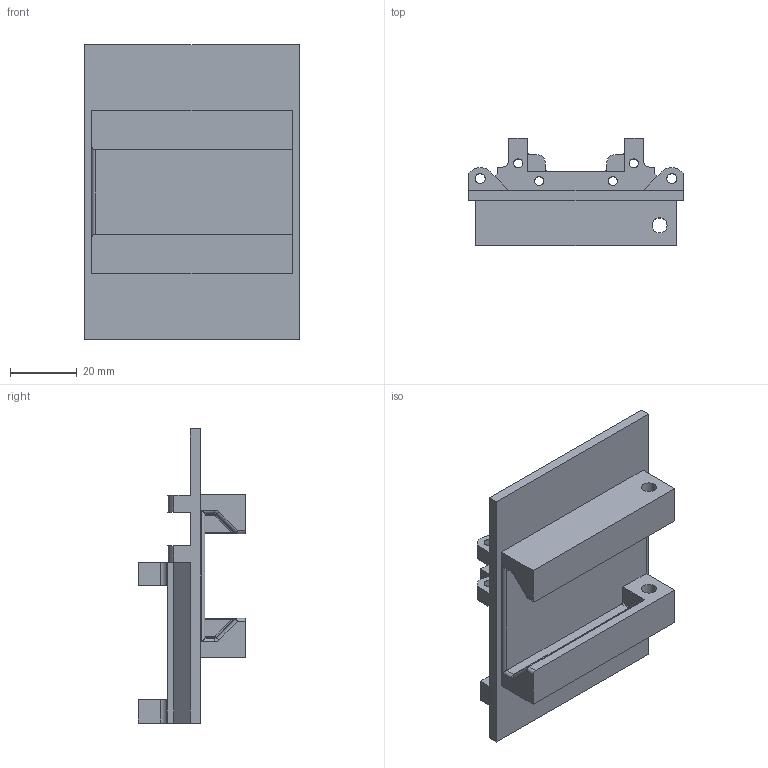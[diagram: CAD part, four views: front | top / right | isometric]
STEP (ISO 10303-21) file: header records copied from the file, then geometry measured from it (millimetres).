
FILE_DESCRIPTION(/* description */ (''),/* implementation_level */ '2;1');
FILE_NAME(/* name */ 'Motor_Base.stp',/* time_stamp */ '2020-05-08T18:54:59+12:00',/* author */ ('Ajay Yadiki'),/* organization */ (''),/* preprocessor_version */ 'ST-DEVELOPER v18',/* originating_system */ 'Autodesk Inventor 2020',/* authorisation */ '');
FILE_SCHEMA (('AUTOMOTIVE_DESIGN { 1 0 10303 214 3 1 1 }'));
Length unit declared in the file: millimetre
Products named in the file (1): Motor_Base
Bounding box: 64.32 x 32.1 x 88 mm (x, y, z)
Volume: 44187.3 mm3; surface area: 26756.2 mm2
Topology: 2 solids, 2 shells, 133 faces, 379 edges, 246 vertices
Faces by surface type: plane 78, cylinder 47, bspline 4, sphere 2, torus 2
Full cylindrical faces by diameter (mm): 2.7 x8, 3 x4, 4.5 x2
Entity records: 4461 total; most frequent: CARTESIAN_POINT 841, ORIENTED_EDGE 750, DIRECTION 739, EDGE_CURVE 375, LINE 267, VECTOR 267, VERTEX_POINT 246, AXIS2_PLACEMENT_3D 236
